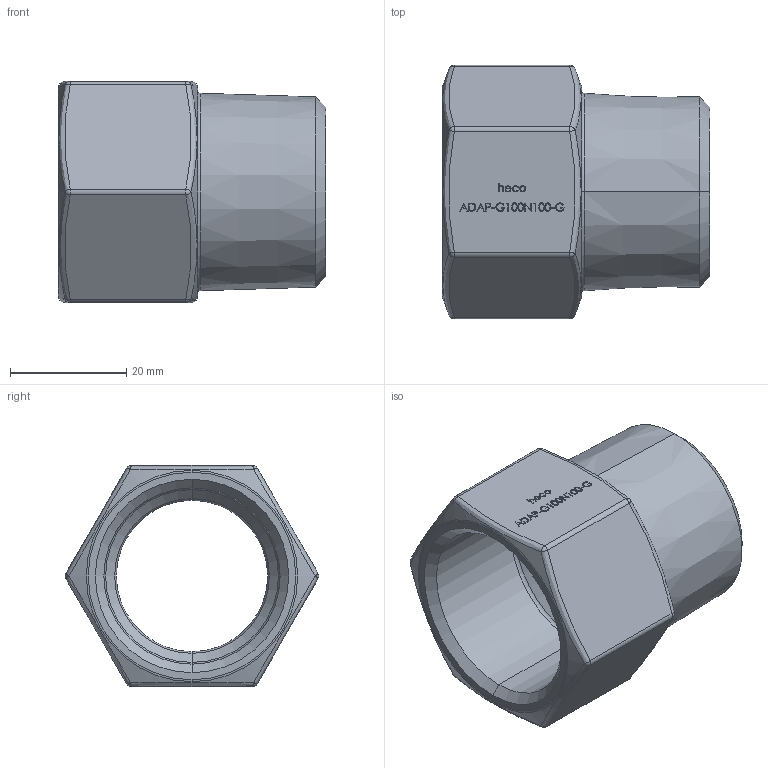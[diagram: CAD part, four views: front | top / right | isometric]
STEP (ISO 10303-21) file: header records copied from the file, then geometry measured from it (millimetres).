
FILE_DESCRIPTION (( 'STEP AP214' ), '1' );
FILE_NAME ('ADAP-G100N100-G Adapter.STEP', '2018-06-26T07:47:50', ( '' ), ( '' ), 'SwSTEP 2.0', 'SolidWorks 2016', '' );
FILE_SCHEMA (( 'AUTOMOTIVE_DESIGN' ));
Length unit declared in the file: millimetre
Products named in the file (1): ADAP-G100N100-G Adapter
Bounding box: 46 x 43.57 x 38 mm (x, y, z)
Volume: 20232.1 mm3; surface area: 10291.4 mm2
Topology: 1 solids, 1 shells, 285 faces, 711 edges, 454 vertices
Faces by surface type: plane 125, bspline 114, torus 12, cone 12, sphere 12, cylinder 10
Entity records: 17627 total; most frequent: CARTESIAN_POINT 9309, ORIENTED_EDGE 1406, DIRECTION 895, EDGE_CURVE 703, VERTEX_POINT 450, LINE 391, VECTOR 391, EDGE_LOOP 317
